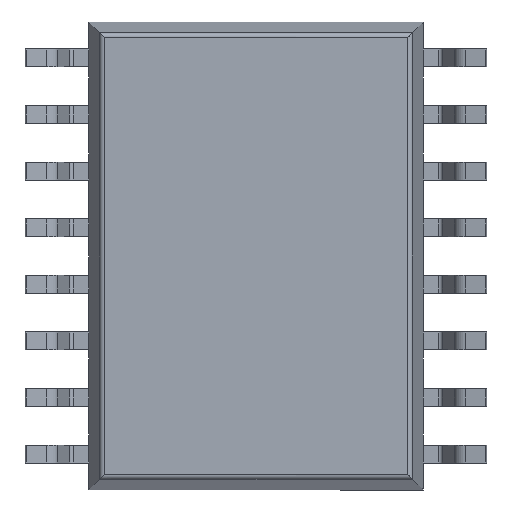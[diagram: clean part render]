
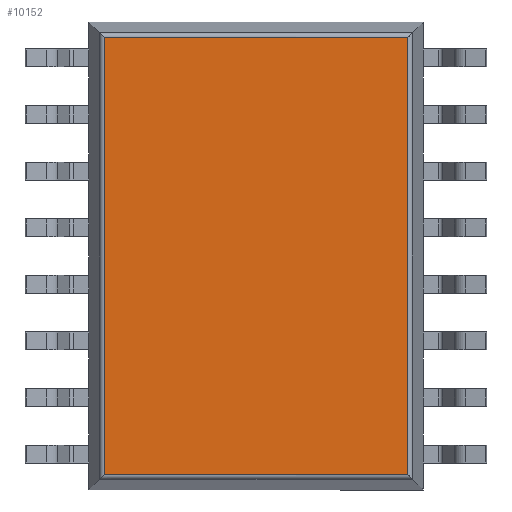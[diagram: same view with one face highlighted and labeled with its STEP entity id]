
A CAD part, front view. The second image highlights one B-rep face of the part: STEP entity #10152.
In plain terms, the highlighted planar face has unit normal (0, -1, 0).
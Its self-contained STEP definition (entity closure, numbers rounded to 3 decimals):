
#168 = ORIENTED_EDGE ( 'NONE', *, *, #6171, .T. ) ;
#584 = LINE ( 'NONE', #9477, #9164 ) ;
#653 = CARTESIAN_POINT ( 'NONE',  ( 3.409, 0.15, 4.909 ) ) ;
#1496 = CARTESIAN_POINT ( 'NONE',  ( -3.409, 0.15, -4.909 ) ) ;
#1502 = DIRECTION ( 'NONE',  ( -1., 0., 0. ) ) ;
#1670 = VECTOR ( 'NONE', #7892, 1000. ) ;
#1683 = VECTOR ( 'NONE', #1502, 1000. ) ;
#1835 = LINE ( 'NONE', #3773, #4105 ) ;
#1994 = CARTESIAN_POINT ( 'NONE',  ( -3.409, 0.15, 4.909 ) ) ;
#2126 = ORIENTED_EDGE ( 'NONE', *, *, #10296, .T. ) ;
#2417 = CARTESIAN_POINT ( 'NONE',  ( -3.75, 0.15, -5.25 ) ) ;
#2457 = EDGE_CURVE ( 'NONE', #5053, #5444, #1835, .T. ) ;
#2603 = DIRECTION ( 'NONE',  ( 0., 0., 1. ) ) ;
#3275 = DIRECTION ( 'NONE',  ( 0., 0., -1. ) ) ;
#3773 = CARTESIAN_POINT ( 'NONE',  ( -3.75, 0.15, -4.909 ) ) ;
#3848 = ORIENTED_EDGE ( 'NONE', *, *, #2457, .T. ) ;
#4105 = VECTOR ( 'NONE', #4641, 1000. ) ;
#4125 = PLANE ( 'NONE',  #6420 ) ;
#4336 = FACE_OUTER_BOUND ( 'NONE', #6061, .T. ) ;
#4641 = DIRECTION ( 'NONE',  ( 1., 0., 0. ) ) ;
#5053 = VERTEX_POINT ( 'NONE', #1496 ) ;
#5444 = VERTEX_POINT ( 'NONE', #6346 ) ;
#5979 = EDGE_CURVE ( 'NONE', #7691, #8021, #6218, .T. ) ;
#6061 = EDGE_LOOP ( 'NONE', ( #168, #3848, #2126, #10272 ) ) ;
#6171 = EDGE_CURVE ( 'NONE', #8021, #5053, #10793, .T. ) ;
#6218 = LINE ( 'NONE', #6632, #1683 ) ;
#6346 = CARTESIAN_POINT ( 'NONE',  ( 3.409, 0.15, -4.909 ) ) ;
#6420 = AXIS2_PLACEMENT_3D ( 'NONE', #2417, #8418, #3275 ) ;
#6632 = CARTESIAN_POINT ( 'NONE',  ( -3.75, 0.15, 4.909 ) ) ;
#6993 = CARTESIAN_POINT ( 'NONE',  ( -3.409, 0.15, -5.25 ) ) ;
#7691 = VERTEX_POINT ( 'NONE', #653 ) ;
#7892 = DIRECTION ( 'NONE',  ( 0., 0., -1. ) ) ;
#8021 = VERTEX_POINT ( 'NONE', #1994 ) ;
#8418 = DIRECTION ( 'NONE',  ( 0., -1., 0. ) ) ;
#9164 = VECTOR ( 'NONE', #2603, 1000. ) ;
#9477 = CARTESIAN_POINT ( 'NONE',  ( 3.409, 0.15, -5.25 ) ) ;
#10152 = ADVANCED_FACE ( 'NONE', ( #4336 ), #4125, .T. ) ;
#10272 = ORIENTED_EDGE ( 'NONE', *, *, #5979, .T. ) ;
#10296 = EDGE_CURVE ( 'NONE', #5444, #7691, #584, .T. ) ;
#10793 = LINE ( 'NONE', #6993, #1670 ) ;
